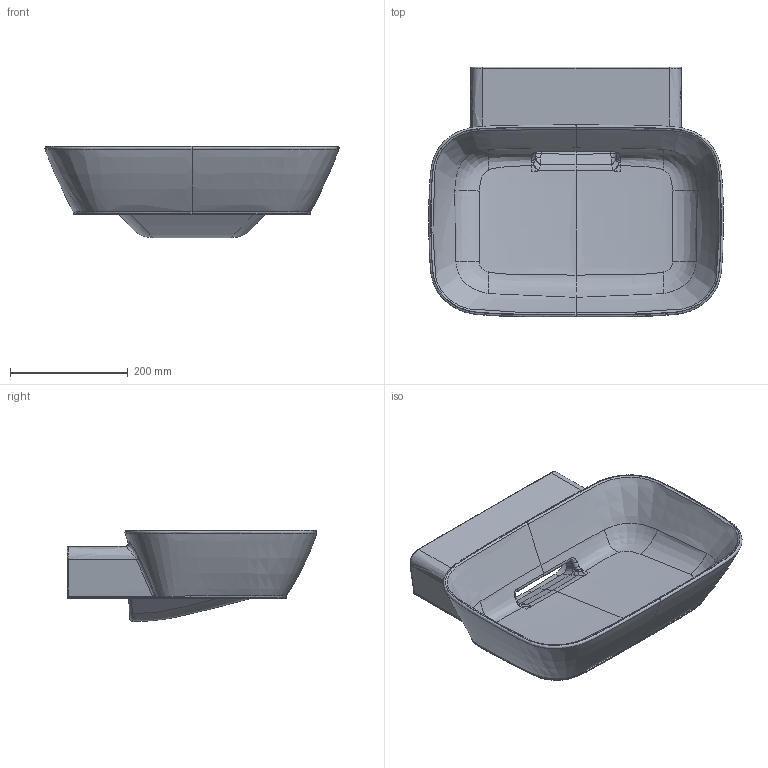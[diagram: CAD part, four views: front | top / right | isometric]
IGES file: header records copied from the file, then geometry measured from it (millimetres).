
Global section: file name: 505052; native system: Autodesk Inventor 2018; preprocessor: unknown; author: JANAN; date: 20220204.072702; units: millimetre
Bounding box: 498.9 x 423.66 x 154.51 mm (x, y, z)
Volume: 6693444.1 mm3; surface area: 627148.8 mm2
Topology: 1 solids, 1 shells, 413 faces, 1054 edges, 643 vertices
Faces by surface type: bspline 413
